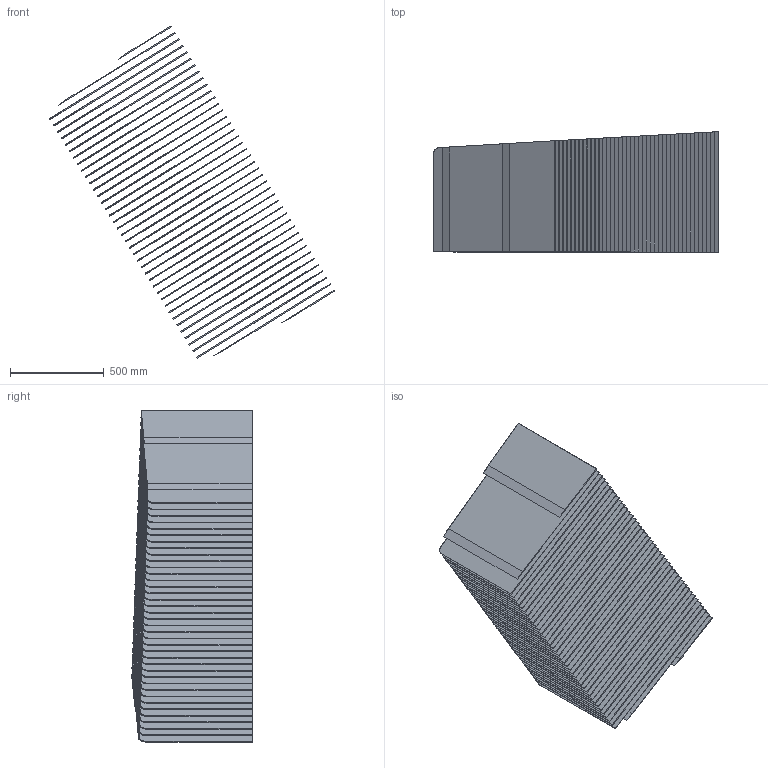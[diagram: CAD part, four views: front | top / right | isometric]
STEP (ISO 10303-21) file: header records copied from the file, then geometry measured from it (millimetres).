
FILE_DESCRIPTION(('FreeCAD Model'),'2;1');
FILE_NAME('detailed_HCLL/step/cooling_plate_1_sample_envelope_1.step', '2018-03-07T11:59:21',('FreeCAD'),('FreeCAD'), 'Open CASCADE STEP processor 7.1','FreeCAD','Unknown');
FILE_SCHEMA(('AUTOMOTIVE_DESIGN_CC2 { 1 2 10303 214 -1 1 5 4 }'));
Length unit declared in the file: millimetre
Products named in the file (43): Open CASCADE STEP translator 7.1 2; Open CASCADE STEP translator 7.1 2.1; Open CASCADE STEP translator 7.1 2.2; Open CASCADE STEP translator 7.1 2.3; Open CASCADE STEP translator 7.1 2.4; Open CASCADE STEP translator 7.1 2.5; Open CASCADE STEP translator 7.1 2.6; Open CASCADE STEP translator 7.1 2.7; Open CASCADE STEP translator 7.1 2.8; Open CASCADE STEP translator 7.1 2.9; Open CASCADE STEP translator 7.1 2.10; Open CASCADE STEP translator 7.1 2.11; Open CASCADE STEP translator 7.1 2.12; Open CASCADE STEP translator 7.1 2.13; Open CASCADE STEP translator 7.1 2.14; Open CASCADE STEP translator 7.1 2.15; Open CASCADE STEP translator 7.1 2.16; Open CASCADE STEP translator 7.1 2.17; Open CASCADE STEP translator 7.1 2.18; Open CASCADE STEP translator 7.1 2.19; Open CASCADE STEP translator 7.1 2.20; Open CASCADE STEP translator 7.1 2.21; Open CASCADE STEP translator 7.1 2.22; Open CASCADE STEP translator 7.1 2.23; Open CASCADE STEP translator 7.1 2.24; Open CASCADE STEP translator 7.1 2.25; Open CASCADE STEP translator 7.1 2.26; Open CASCADE STEP translator 7.1 2.27; Open CASCADE STEP translator 7.1 2.28; Open CASCADE STEP translator 7.1 2.29; Open CASCADE STEP translator 7.1 2.30; Open CASCADE STEP translator 7.1 2.31; Open CASCADE STEP translator 7.1 2.32; Open CASCADE STEP translator 7.1 2.33; Open CASCADE STEP translator 7.1 2.34; Open CASCADE STEP translator 7.1 2.35; Open CASCADE STEP translator 7.1 2.36; Open CASCADE STEP translator 7.1 2.37; Open CASCADE STEP translator 7.1 2.38; Open CASCADE STEP translator 7.1 2.39 ...
Assembly tree (42 placements, depth 2):
  Open CASCADE STEP translator 7.1 2
    Open CASCADE STEP translator 7.1 2.1
    Open CASCADE STEP translator 7.1 2.2
    Open CASCADE STEP translator 7.1 2.3
    Open CASCADE STEP translator 7.1 2.4
    Open CASCADE STEP translator 7.1 2.5
    Open CASCADE STEP translator 7.1 2.6
    Open CASCADE STEP translator 7.1 2.7
    Open CASCADE STEP translator 7.1 2.8
    Open CASCADE STEP translator 7.1 2.9
    Open CASCADE STEP translator 7.1 2.10
    Open CASCADE STEP translator 7.1 2.11
    Open CASCADE STEP translator 7.1 2.12
    Open CASCADE STEP translator 7.1 2.13
    Open CASCADE STEP translator 7.1 2.14
    Open CASCADE STEP translator 7.1 2.15
    Open CASCADE STEP translator 7.1 2.16
    Open CASCADE STEP translator 7.1 2.17
    Open CASCADE STEP translator 7.1 2.18
    Open CASCADE STEP translator 7.1 2.19
    Open CASCADE STEP translator 7.1 2.20
    Open CASCADE STEP translator 7.1 2.21
    Open CASCADE STEP translator 7.1 2.22
    Open CASCADE STEP translator 7.1 2.23
    Open CASCADE STEP translator 7.1 2.24
    Open CASCADE STEP translator 7.1 2.25
    Open CASCADE STEP translator 7.1 2.26
    Open CASCADE STEP translator 7.1 2.27
    Open CASCADE STEP translator 7.1 2.28
    Open CASCADE STEP translator 7.1 2.29
    Open CASCADE STEP translator 7.1 2.30
    Open CASCADE STEP translator 7.1 2.31
    Open CASCADE STEP translator 7.1 2.32
    Open CASCADE STEP translator 7.1 2.33
    Open CASCADE STEP translator 7.1 2.34
    Open CASCADE STEP translator 7.1 2.35
    Open CASCADE STEP translator 7.1 2.36
    Open CASCADE STEP translator 7.1 2.37
    Open CASCADE STEP translator 7.1 2.38
    Open CASCADE STEP translator 7.1 2.39
    Open CASCADE STEP translator 7.1 2.40
    Open CASCADE STEP translator 7.1 2.41
    Open CASCADE STEP translator 7.1 2.42
Bounding box: 1519.68 x 643.07 x 1770.18 mm (x, y, z)
Volume: 97986683.5 mm3; surface area: 39877656.7 mm2
Topology: 42 solids, 42 shells, 290 faces, 618 edges, 412 vertices
Faces by surface type: plane 252, cylinder 38
Entity records: 15960 total; most frequent: CARTESIAN_POINT 4139, DIRECTION 1588, ORIENTED_EDGE 1236, PCURVE 1236, DEFINITIONAL_REPRESENTATION 1236, B_SPLINE_CURVE_WITH_KNOTS 1008, LINE 694, VECTOR 694
